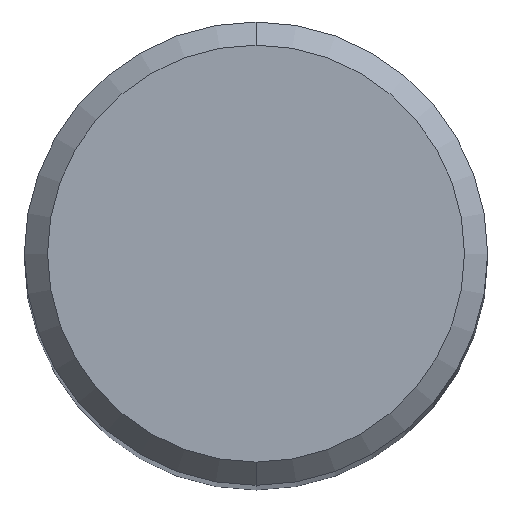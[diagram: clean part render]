
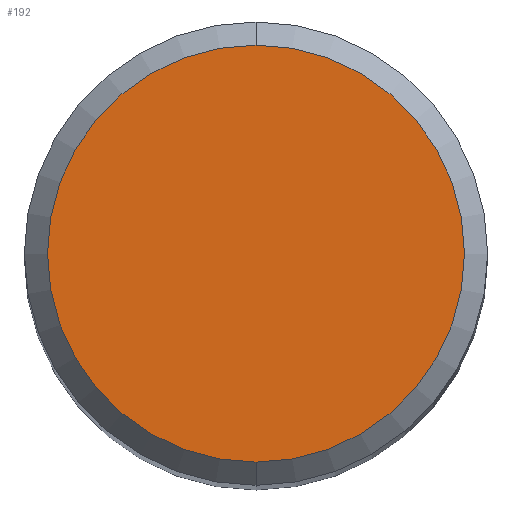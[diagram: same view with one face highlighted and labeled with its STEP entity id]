
A CAD part, top view. The second image highlights one B-rep face of the part: STEP entity #192.
In plain terms, the highlighted planar face has unit normal (0, 0, 1).
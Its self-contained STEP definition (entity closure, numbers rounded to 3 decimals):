
#190=VERTEX_POINT('',#492);
#192=ADVANCED_FACE('',(#494),#495,.T.);
#268=VERTEX_POINT('',#579);
#286=EDGE_CURVE('',#268,#190,#598,.T.);
#312=EDGE_CURVE('',#190,#268,#626,.T.);
#492=CARTESIAN_POINT('',(0.0,4.5,0.0));
#494=FACE_OUTER_BOUND('',#820,.T.);
#495=PLANE('',#821);
#579=CARTESIAN_POINT('',(0.,-4.5,0.0));
#598=CIRCLE('',#1064,4.5);
#626=CIRCLE('',#1133,4.5);
#820=EDGE_LOOP('',(#1468,#1469));
#821=AXIS2_PLACEMENT_3D('',#1470,#1471,#1472);
#1064=AXIS2_PLACEMENT_3D('',#1579,#1580,#1581);
#1133=AXIS2_PLACEMENT_3D('',#1603,#1604,#1605);
#1468=ORIENTED_EDGE('',*,*,#312,.F.);
#1469=ORIENTED_EDGE('',*,*,#286,.F.);
#1470=CARTESIAN_POINT('',(0.0,2.25,0.0));
#1471=DIRECTION('',(-0.0,0.0,1.0));
#1472=DIRECTION('',(0.0,-1.0,0.0));
#1579=CARTESIAN_POINT('',(0.0,0.0,0.0));
#1580=DIRECTION('',(0.0,0.0,-1.0));
#1581=DIRECTION('',(0.0,1.0,0.0));
#1603=CARTESIAN_POINT('',(0.0,0.0,0.0));
#1604=DIRECTION('',(0.0,0.0,-1.0));
#1605=DIRECTION('',(0.0,1.0,0.0));
